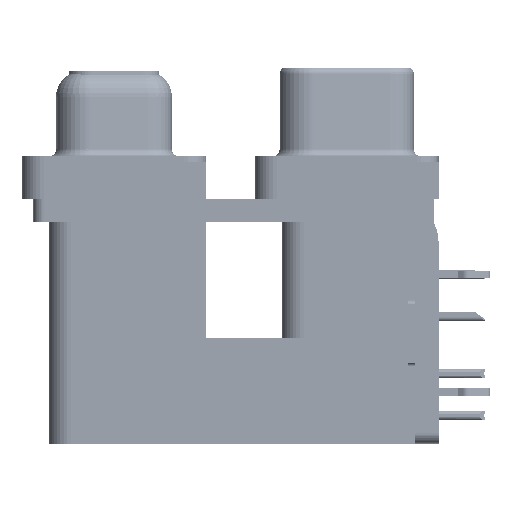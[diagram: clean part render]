
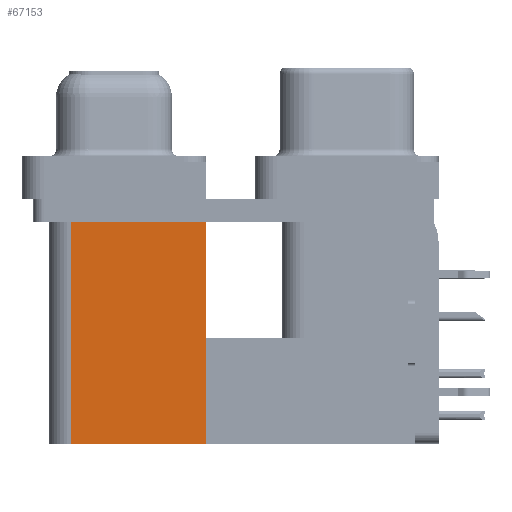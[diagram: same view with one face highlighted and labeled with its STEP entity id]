
A CAD part, left-side view. The second image highlights one B-rep face of the part: STEP entity #67153.
In plain terms, the highlighted planar face has unit normal (-1, 0, 0).
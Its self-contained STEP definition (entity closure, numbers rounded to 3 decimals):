
#2580 = VERTEX_POINT ( 'NONE', #37252 ) ;
#5881 = CARTESIAN_POINT ( 'NONE',  ( 3.79, 18.8, -2.5 ) ) ;
#6788 = EDGE_LOOP ( 'NONE', ( #53340, #34208, #60108, #62654 ) ) ;
#13693 = LINE ( 'NONE', #40345, #51012 ) ;
#16867 = EDGE_CURVE ( 'NONE', #64470, #28558, #60248, .T. ) ;
#18848 = CARTESIAN_POINT ( 'NONE',  ( 3.79, 18.8, -19.2 ) ) ;
#19368 = LINE ( 'NONE', #62088, #43339 ) ;
#23899 = CARTESIAN_POINT ( 'NONE',  ( 3.79, 9.6, -19.2 ) ) ;
#24577 = CARTESIAN_POINT ( 'NONE',  ( 3.79, 9.6, -19.2 ) ) ;
#25263 = FACE_OUTER_BOUND ( 'NONE', #6788, .T. ) ;
#28558 = VERTEX_POINT ( 'NONE', #5881 ) ;
#30021 = DIRECTION ( 'NONE',  ( 0., 1., 0. ) ) ;
#30930 = DIRECTION ( 'NONE',  ( 0., 1., 0. ) ) ;
#34208 = ORIENTED_EDGE ( 'NONE', *, *, #16867, .F. ) ;
#35529 = LINE ( 'NONE', #68972, #67809 ) ;
#35669 = EDGE_CURVE ( 'NONE', #38052, #2580, #19368, .T. ) ;
#37027 = VECTOR ( 'NONE', #60958, 1000. ) ;
#37252 = CARTESIAN_POINT ( 'NONE',  ( 3.79, 9.6, -2.5 ) ) ;
#38052 = VERTEX_POINT ( 'NONE', #23899 ) ;
#38778 = AXIS2_PLACEMENT_3D ( 'NONE', #24577, #57334, #30930 ) ;
#40345 = CARTESIAN_POINT ( 'NONE',  ( 3.79, 9.6, -2.5 ) ) ;
#41460 = EDGE_CURVE ( 'NONE', #38052, #64470, #35529, .T. ) ;
#41555 = DIRECTION ( 'NONE',  ( 0., 1., 0. ) ) ;
#43339 = VECTOR ( 'NONE', #56057, 1000. ) ;
#49563 = CARTESIAN_POINT ( 'NONE',  ( 3.79, 18.8, -19.2 ) ) ;
#51012 = VECTOR ( 'NONE', #30021, 1000. ) ;
#52662 = PLANE ( 'NONE',  #38778 ) ;
#53340 = ORIENTED_EDGE ( 'NONE', *, *, #63673, .T. ) ;
#56057 = DIRECTION ( 'NONE',  ( 0., 0., 1. ) ) ;
#57334 = DIRECTION ( 'NONE',  ( 1., 0., 0. ) ) ;
#60108 = ORIENTED_EDGE ( 'NONE', *, *, #41460, .F. ) ;
#60248 = LINE ( 'NONE', #49563, #37027 ) ;
#60958 = DIRECTION ( 'NONE',  ( 0., 0., 1. ) ) ;
#62088 = CARTESIAN_POINT ( 'NONE',  ( 3.79, 9.6, -19.2 ) ) ;
#62654 = ORIENTED_EDGE ( 'NONE', *, *, #35669, .T. ) ;
#63673 = EDGE_CURVE ( 'NONE', #2580, #28558, #13693, .T. ) ;
#64470 = VERTEX_POINT ( 'NONE', #18848 ) ;
#67153 = ADVANCED_FACE ( 'NONE', ( #25263 ), #52662, .F. ) ;
#67809 = VECTOR ( 'NONE', #41555, 1000. ) ;
#68972 = CARTESIAN_POINT ( 'NONE',  ( 3.79, 9.6, -19.2 ) ) ;
